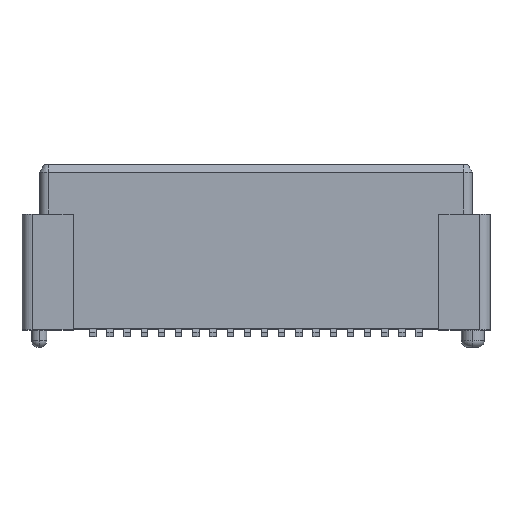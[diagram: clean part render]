
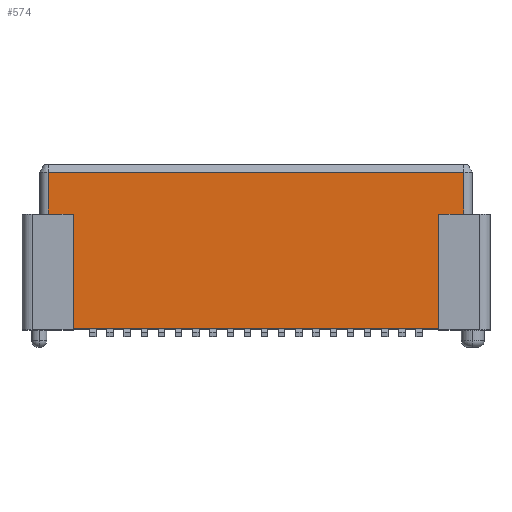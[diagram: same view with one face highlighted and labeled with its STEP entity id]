
A CAD part, top view. The second image highlights one B-rep face of the part: STEP entity #574.
In plain terms, the highlighted planar face has unit normal (0, 0, 1).
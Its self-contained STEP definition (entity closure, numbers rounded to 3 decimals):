
#75 = VECTOR ( 'NONE', #2086, 1000. ) ;
#79 = VECTOR ( 'NONE', #1319, 1000. ) ;
#118 = PLANE ( 'NONE',  #380 ) ;
#151 = EDGE_CURVE ( 'NONE', #2310, #604, #952, .T. ) ;
#171 = ORIENTED_EDGE ( 'NONE', *, *, #1733, .F. ) ;
#243 = LINE ( 'NONE', #1939, #2318 ) ;
#263 = DIRECTION ( 'NONE',  ( 1., 0., 0. ) ) ;
#268 = DIRECTION ( 'NONE',  ( 0., -1., 0. ) ) ;
#380 = AXIS2_PLACEMENT_3D ( 'NONE', #1565, #1809, #1523 ) ;
#401 = VERTEX_POINT ( 'NONE', #601 ) ;
#416 = LINE ( 'NONE', #2360, #75 ) ;
#434 = CARTESIAN_POINT ( 'NONE',  ( 8.52, 0.3, 1.875 ) ) ;
#443 = CARTESIAN_POINT ( 'NONE',  ( -8.52, 5.7, 1.875 ) ) ;
#455 = VECTOR ( 'NONE', #268, 1000. ) ;
#574 = ADVANCED_FACE ( 'NONE', ( #616 ), #118, .T. ) ;
#589 = LINE ( 'NONE', #2047, #79 ) ;
#601 = CARTESIAN_POINT ( 'NONE',  ( 8.52, 5.7, 1.875 ) ) ;
#604 = VERTEX_POINT ( 'NONE', #2327 ) ;
#606 = EDGE_CURVE ( 'NONE', #3027, #2355, #2770, .T. ) ;
#616 = FACE_OUTER_BOUND ( 'NONE', #640, .T. ) ;
#640 = EDGE_LOOP ( 'NONE', ( #1451, #2223, #171, #1198, #781, #1480, #2796, #1768 ) ) ;
#646 = EDGE_CURVE ( 'NONE', #1056, #2387, #589, .T. ) ;
#648 = LINE ( 'NONE', #434, #2833 ) ;
#649 = EDGE_CURVE ( 'NONE', #2355, #1056, #864, .T. ) ;
#693 = CARTESIAN_POINT ( 'NONE',  ( -8.52, 28.496, 1.875 ) ) ;
#781 = ORIENTED_EDGE ( 'NONE', *, *, #606, .T. ) ;
#832 = EDGE_CURVE ( 'NONE', #2804, #2387, #416, .T. ) ;
#864 = LINE ( 'NONE', #2551, #1067 ) ;
#952 = LINE ( 'NONE', #1666, #1081 ) ;
#1056 = VERTEX_POINT ( 'NONE', #2872 ) ;
#1067 = VECTOR ( 'NONE', #1350, 1000. ) ;
#1081 = VECTOR ( 'NONE', #2679, 1000. ) ;
#1106 = CARTESIAN_POINT ( 'NONE',  ( 9.675, 28.496, 1.875 ) ) ;
#1198 = ORIENTED_EDGE ( 'NONE', *, *, #2826, .T. ) ;
#1319 = DIRECTION ( 'NONE',  ( 0., -1., 0. ) ) ;
#1326 = CARTESIAN_POINT ( 'NONE',  ( 9.675, 5.7, 1.875 ) ) ;
#1350 = DIRECTION ( 'NONE',  ( -1., 0., 0. ) ) ;
#1356 = CARTESIAN_POINT ( 'NONE',  ( -9.675, 5.7, 1.875 ) ) ;
#1451 = ORIENTED_EDGE ( 'NONE', *, *, #1534, .T. ) ;
#1480 = ORIENTED_EDGE ( 'NONE', *, *, #649, .T. ) ;
#1523 = DIRECTION ( 'NONE',  ( 1., 0., 0. ) ) ;
#1534 = EDGE_CURVE ( 'NONE', #2804, #604, #2462, .T. ) ;
#1565 = CARTESIAN_POINT ( 'NONE',  ( 10.075, 28.496, 1.875 ) ) ;
#1666 = CARTESIAN_POINT ( 'NONE',  ( 10.075, 0.35, 1.875 ) ) ;
#1733 = EDGE_CURVE ( 'NONE', #401, #2310, #648, .T. ) ;
#1768 = ORIENTED_EDGE ( 'NONE', *, *, #832, .F. ) ;
#1809 = DIRECTION ( 'NONE',  ( 0., 0., 1. ) ) ;
#1939 = CARTESIAN_POINT ( 'NONE',  ( 0., 5.7, 1.875 ) ) ;
#2012 = CARTESIAN_POINT ( 'NONE',  ( 9.675, 7.65, 1.875 ) ) ;
#2047 = CARTESIAN_POINT ( 'NONE',  ( -9.675, 28.496, 1.875 ) ) ;
#2086 = DIRECTION ( 'NONE',  ( -1., 0., 0. ) ) ;
#2223 = ORIENTED_EDGE ( 'NONE', *, *, #151, .F. ) ;
#2310 = VERTEX_POINT ( 'NONE', #2990 ) ;
#2318 = VECTOR ( 'NONE', #263, 1000. ) ;
#2327 = CARTESIAN_POINT ( 'NONE',  ( -8.52, 0.35, 1.875 ) ) ;
#2355 = VERTEX_POINT ( 'NONE', #2012 ) ;
#2360 = CARTESIAN_POINT ( 'NONE',  ( 10.075, 5.7, 1.875 ) ) ;
#2387 = VERTEX_POINT ( 'NONE', #1356 ) ;
#2448 = VECTOR ( 'NONE', #2588, 1000. ) ;
#2462 = LINE ( 'NONE', #693, #455 ) ;
#2551 = CARTESIAN_POINT ( 'NONE',  ( 10.075, 7.65, 1.875 ) ) ;
#2588 = DIRECTION ( 'NONE',  ( 0., 1., 0. ) ) ;
#2679 = DIRECTION ( 'NONE',  ( -1., 0., 0. ) ) ;
#2770 = LINE ( 'NONE', #1106, #2448 ) ;
#2796 = ORIENTED_EDGE ( 'NONE', *, *, #646, .T. ) ;
#2804 = VERTEX_POINT ( 'NONE', #443 ) ;
#2826 = EDGE_CURVE ( 'NONE', #401, #3027, #243, .T. ) ;
#2833 = VECTOR ( 'NONE', #3078, 1000. ) ;
#2872 = CARTESIAN_POINT ( 'NONE',  ( -9.675, 7.65, 1.875 ) ) ;
#2990 = CARTESIAN_POINT ( 'NONE',  ( 8.52, 0.35, 1.875 ) ) ;
#3027 = VERTEX_POINT ( 'NONE', #1326 ) ;
#3078 = DIRECTION ( 'NONE',  ( 0., -1., 0. ) ) ;
